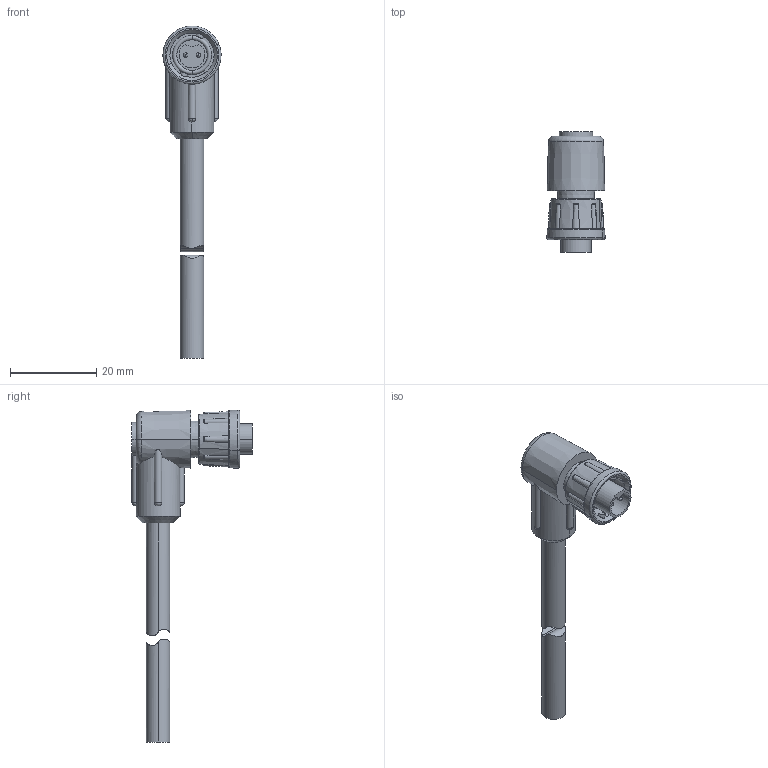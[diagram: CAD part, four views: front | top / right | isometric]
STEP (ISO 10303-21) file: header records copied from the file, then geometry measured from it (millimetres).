
FILE_DESCRIPTION (( 'STEP AP203' ), '1' );
FILE_NAME ('CARA162802PXXX90.STEP', '2018-03-01T20:36:47', ( '' ), ( '' ), 'SwSTEP 2.0', 'SolidWorks 2017', '' );
FILE_SCHEMA (( 'CONFIG_CONTROL_DESIGN' ));
Length unit declared in the file: inch
Products named in the file (1): CARA162802PXXX90
Bounding box: 13.5 x 27.94 x 76.98 mm (x, y, z)
Volume: 5007.3 mm3; surface area: 3193.2 mm2
Topology: 2 solids, 2 shells, 145 faces, 361 edges, 228 vertices
Faces by surface type: plane 38, cylinder 37, torus 36, cone 22, bspline 8, sphere 4
Entity records: 4994 total; most frequent: CARTESIAN_POINT 1478, DIRECTION 757, ORIENTED_EDGE 722, EDGE_CURVE 361, AXIS2_PLACEMENT_3D 343, VERTEX_POINT 228, CIRCLE 205, EDGE_LOOP 153
